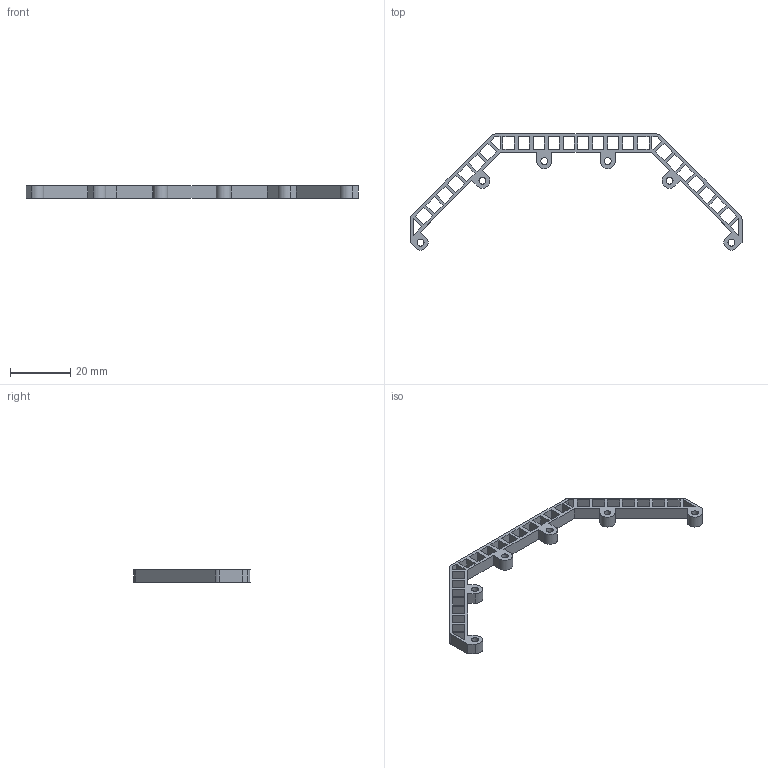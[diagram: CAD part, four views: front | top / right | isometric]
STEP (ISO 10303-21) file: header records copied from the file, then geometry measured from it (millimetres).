
FILE_DESCRIPTION (( 'STEP AP214' ), '1' );
FILE_NAME ('bumper.STEP', '2024-04-10T14:45:51', ( '' ), ( '' ), 'SwSTEP 2.0', 'SolidWorks 2021', '' );
FILE_SCHEMA (( 'AUTOMOTIVE_DESIGN' ));
Length unit declared in the file: millimetre
Products named in the file (1): bumper
Bounding box: 110 x 38.47 x 4 mm (x, y, z)
Volume: 2017.4 mm3; surface area: 4245.5 mm2
Topology: 1 solids, 1 shells, 154 faces, 456 edges, 304 vertices
Faces by surface type: plane 138, cylinder 16
Full cylindrical faces by diameter (mm): 2.3 x6
Entity records: 5212 total; most frequent: CARTESIAN_POINT 909, ORIENTED_EDGE 900, DIRECTION 792, EDGE_CURVE 450, VECTOR 418, LINE 418, VERTEX_POINT 304, EDGE_LOOP 228
